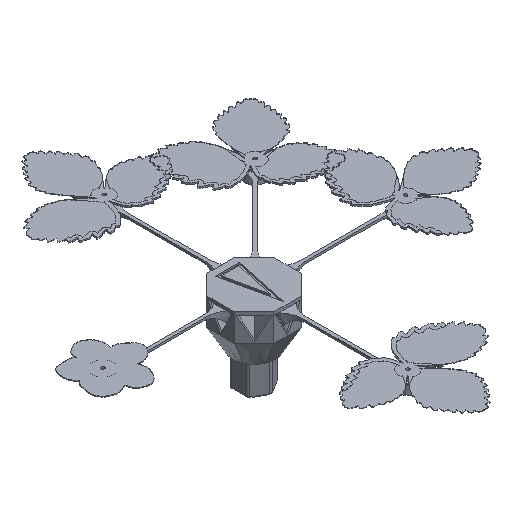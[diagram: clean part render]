
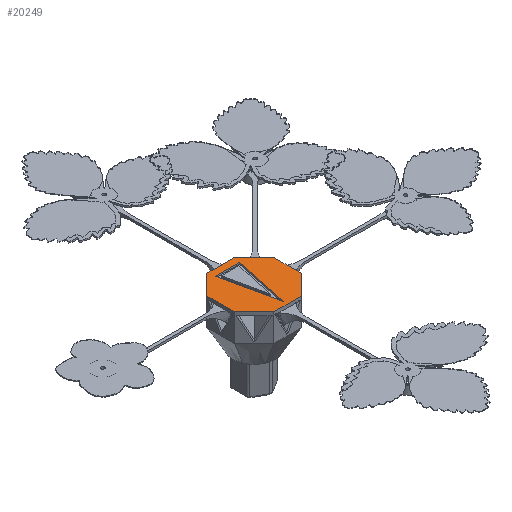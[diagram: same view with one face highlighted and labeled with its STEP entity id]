
A CAD part, isometric view. The second image highlights one B-rep face of the part: STEP entity #20249.
In plain terms, the highlighted planar face has unit normal (0, 0, 1).
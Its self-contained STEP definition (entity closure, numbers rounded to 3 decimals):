
#1323=FACE_BOUND('',#3632,.T.);
#2534=FACE_OUTER_BOUND('',#3631,.T.);
#3631=EDGE_LOOP('',(#18852,#18853,#18854,#18855,#18856,#18857,#18858,#18859));
#3632=EDGE_LOOP('',(#18860,#18861,#18862));
#5056=LINE('',#42955,#6500);
#5058=LINE('',#42959,#6502);
#5060=LINE('',#42963,#6504);
#5062=LINE('',#42967,#6506);
#5064=LINE('',#42971,#6508);
#5066=LINE('',#42975,#6510);
#5068=LINE('',#42979,#6512);
#5070=LINE('',#42982,#6514);
#5071=LINE('',#42986,#6515);
#5072=LINE('',#42988,#6516);
#5073=LINE('',#42989,#6517);
#6500=VECTOR('',#23434,10.);
#6502=VECTOR('',#23438,10.);
#6504=VECTOR('',#23442,10.);
#6506=VECTOR('',#23446,10.);
#6508=VECTOR('',#23450,10.);
#6510=VECTOR('',#23454,10.);
#6512=VECTOR('',#23458,10.);
#6514=VECTOR('',#23462,10.);
#6515=VECTOR('',#23465,10.);
#6516=VECTOR('',#23466,10.);
#6517=VECTOR('',#23467,10.);
#9642=VERTEX_POINT('',#42952);
#9643=VERTEX_POINT('',#42954);
#9644=VERTEX_POINT('',#42958);
#9645=VERTEX_POINT('',#42962);
#9646=VERTEX_POINT('',#42966);
#9647=VERTEX_POINT('',#42970);
#9648=VERTEX_POINT('',#42974);
#9649=VERTEX_POINT('',#42978);
#9650=VERTEX_POINT('',#42984);
#9651=VERTEX_POINT('',#42985);
#9652=VERTEX_POINT('',#42987);
#12707=EDGE_CURVE('',#9643,#9642,#5056,.T.);
#12709=EDGE_CURVE('',#9644,#9643,#5058,.T.);
#12711=EDGE_CURVE('',#9645,#9644,#5060,.T.);
#12713=EDGE_CURVE('',#9646,#9645,#5062,.T.);
#12715=EDGE_CURVE('',#9647,#9646,#5064,.T.);
#12717=EDGE_CURVE('',#9648,#9647,#5066,.T.);
#12719=EDGE_CURVE('',#9649,#9648,#5068,.T.);
#12721=EDGE_CURVE('',#9642,#9649,#5070,.T.);
#12722=EDGE_CURVE('',#9650,#9651,#5071,.T.);
#12723=EDGE_CURVE('',#9651,#9652,#5072,.T.);
#12724=EDGE_CURVE('',#9652,#9650,#5073,.T.);
#18852=ORIENTED_EDGE('',*,*,#12721,.T.);
#18853=ORIENTED_EDGE('',*,*,#12719,.T.);
#18854=ORIENTED_EDGE('',*,*,#12717,.T.);
#18855=ORIENTED_EDGE('',*,*,#12715,.T.);
#18856=ORIENTED_EDGE('',*,*,#12713,.T.);
#18857=ORIENTED_EDGE('',*,*,#12711,.T.);
#18858=ORIENTED_EDGE('',*,*,#12709,.T.);
#18859=ORIENTED_EDGE('',*,*,#12707,.T.);
#18860=ORIENTED_EDGE('',*,*,#12722,.T.);
#18861=ORIENTED_EDGE('',*,*,#12723,.T.);
#18862=ORIENTED_EDGE('',*,*,#12724,.T.);
#19178=PLANE('',#20848);
#20249=ADVANCED_FACE('',(#2534,#1323),#19178,.T.);
#20848=AXIS2_PLACEMENT_3D('',#42983,#23463,#23464);
#23434=DIRECTION('',(-0.707,0.707,0.));
#23438=DIRECTION('',(0.,1.,0.));
#23442=DIRECTION('',(0.707,0.707,0.));
#23446=DIRECTION('',(1.,0.,0.));
#23450=DIRECTION('',(0.707,-0.707,0.));
#23454=DIRECTION('',(0.,-1.,0.));
#23458=DIRECTION('',(-0.707,-0.707,0.));
#23462=DIRECTION('',(-1.,0.,0.));
#23463=DIRECTION('center_axis',(0.,0.,1.));
#23464=DIRECTION('ref_axis',(1.,0.,0.));
#23465=DIRECTION('',(-0.21,0.978,0.));
#23466=DIRECTION('',(1.,0.,0.));
#23467=DIRECTION('',(-0.21,-0.978,0.));
#42952=CARTESIAN_POINT('',(5.178,12.5,10.3));
#42954=CARTESIAN_POINT('',(12.5,5.178,10.3));
#42955=CARTESIAN_POINT('',(12.5,5.178,10.3));
#42958=CARTESIAN_POINT('',(12.5,-5.178,10.3));
#42959=CARTESIAN_POINT('',(12.5,-5.178,10.3));
#42962=CARTESIAN_POINT('',(5.178,-12.5,10.3));
#42963=CARTESIAN_POINT('',(5.178,-12.5,10.3));
#42966=CARTESIAN_POINT('',(-5.178,-12.5,10.3));
#42967=CARTESIAN_POINT('',(-5.178,-12.5,10.3));
#42970=CARTESIAN_POINT('',(-12.5,-5.178,10.3));
#42971=CARTESIAN_POINT('',(-12.5,-5.178,10.3));
#42974=CARTESIAN_POINT('',(-12.5,5.178,10.3));
#42975=CARTESIAN_POINT('',(-12.5,5.178,10.3));
#42978=CARTESIAN_POINT('',(-5.178,12.5,10.3));
#42979=CARTESIAN_POINT('',(-5.178,12.5,10.3));
#42982=CARTESIAN_POINT('',(5.178,12.5,10.3));
#42983=CARTESIAN_POINT('Origin',(0.,0.,
10.3));
#42984=CARTESIAN_POINT('',(0.,-10.966,10.3));
#42985=CARTESIAN_POINT('',(-4.5,10.,10.3));
#42986=CARTESIAN_POINT('',(-1.125,-5.724,10.3));
#42987=CARTESIAN_POINT('',(4.5,10.,10.3));
#42988=CARTESIAN_POINT('',(-2.25,10.,10.3));
#42989=CARTESIAN_POINT('',(3.375,4.759,10.3));
